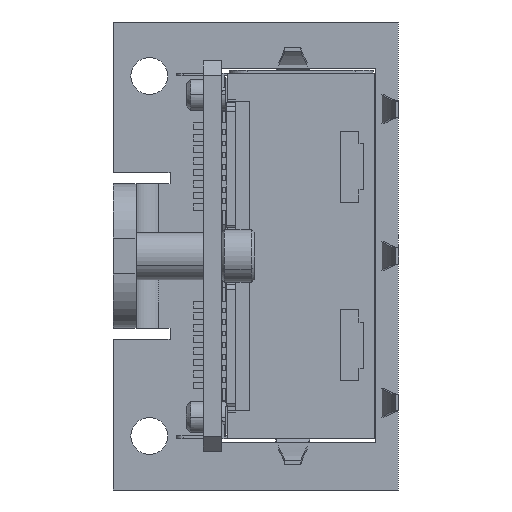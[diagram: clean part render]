
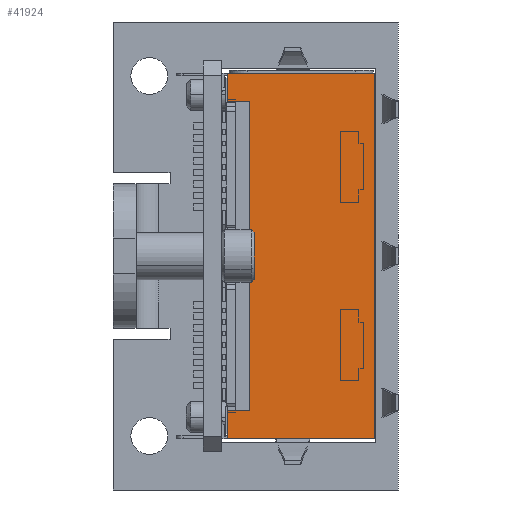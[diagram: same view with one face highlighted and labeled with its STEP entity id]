
A CAD part, front view. The second image highlights one B-rep face of the part: STEP entity #41924.
In plain terms, the highlighted face is planar.
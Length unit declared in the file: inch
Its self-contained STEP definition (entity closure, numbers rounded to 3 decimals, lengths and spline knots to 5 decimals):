
#390 = EDGE_CURVE ( 'NONE', #116011, #28021, #160635, .T. ) ;
#3710 = DIRECTION ( 'NONE',  ( 0., -1., 0. ) ) ;
#11371 = VECTOR ( 'NONE', #157373, 39.37008 ) ;
#14641 = CARTESIAN_POINT ( 'NONE',  ( -0.538, -0.2455, -0.62 ) ) ;
#14885 = CARTESIAN_POINT ( 'NONE',  ( -0.635, 0.2675, -0.62 ) ) ;
#25950 = ORIENTED_EDGE ( 'NONE', *, *, #169259, .F. ) ;
#28021 = VERTEX_POINT ( 'NONE', #48785 ) ;
#28991 = CARTESIAN_POINT ( 'NONE',  ( 0., -0.2455, -0.62 ) ) ;
#29851 = CARTESIAN_POINT ( 'NONE',  ( 0.538, -0.1695, -0.62 ) ) ;
#31068 = VECTOR ( 'NONE', #171117, 39.37008 ) ;
#36421 = LINE ( 'NONE', #88877, #31068 ) ;
#36633 = CARTESIAN_POINT ( 'NONE',  ( 0.635, -0.0825, -0.62 ) ) ;
#39851 = VECTOR ( 'NONE', #70727, 39.37008 ) ;
#41924 = ADVANCED_FACE ( 'NONE', ( #52079 ), #196970, .T. ) ;
#43499 = VECTOR ( 'NONE', #3710, 39.37008 ) ;
#46806 = EDGE_CURVE ( 'NONE', #54666, #116011, #99974, .T. ) ;
#47781 = LINE ( 'NONE', #52050, #39851 ) ;
#48785 = CARTESIAN_POINT ( 'NONE',  ( 0.538, -0.2455, -0.62 ) ) ;
#50890 = CARTESIAN_POINT ( 'NONE',  ( 0.635, -0.2455, -0.62 ) ) ;
#52050 = CARTESIAN_POINT ( 'NONE',  ( 0., -0.1695, -0.62 ) ) ;
#52079 = FACE_OUTER_BOUND ( 'NONE', #190189, .T. ) ;
#53231 = VECTOR ( 'NONE', #130242, 39.37008 ) ;
#54666 = VERTEX_POINT ( 'NONE', #107377 ) ;
#58187 = DIRECTION ( 'NONE',  ( 0., 1., 0. ) ) ;
#63367 = CARTESIAN_POINT ( 'NONE',  ( 0.538, -0.0825, -0.62 ) ) ;
#65671 = DIRECTION ( 'NONE',  ( -1., 0., 0. ) ) ;
#67176 = LINE ( 'NONE', #28991, #102229 ) ;
#68487 = ORIENTED_EDGE ( 'NONE', *, *, #390, .T. ) ;
#70727 = DIRECTION ( 'NONE',  ( -1., 0., 0. ) ) ;
#72960 = EDGE_CURVE ( 'NONE', #104865, #162460, #36421, .T. ) ;
#75778 = ORIENTED_EDGE ( 'NONE', *, *, #98157, .T. ) ;
#78036 = CARTESIAN_POINT ( 'NONE',  ( -0.635, -0.2455, -0.62 ) ) ;
#80331 = ORIENTED_EDGE ( 'NONE', *, *, #186830, .T. ) ;
#86112 = VECTOR ( 'NONE', #132503, 39.37008 ) ;
#88877 = CARTESIAN_POINT ( 'NONE',  ( -0.635, -0.0825, -0.62 ) ) ;
#90831 = EDGE_CURVE ( 'NONE', #28021, #202120, #211979, .T. ) ;
#97360 = CARTESIAN_POINT ( 'NONE',  ( 0., -0.2455, -0.62 ) ) ;
#98157 = EDGE_CURVE ( 'NONE', #202120, #110758, #47781, .T. ) ;
#99974 = LINE ( 'NONE', #36633, #43499 ) ;
#102229 = VECTOR ( 'NONE', #199038, 39.37008 ) ;
#104865 = VERTEX_POINT ( 'NONE', #78036 ) ;
#107377 = CARTESIAN_POINT ( 'NONE',  ( 0.635, 0.2675, -0.62 ) ) ;
#110758 = VERTEX_POINT ( 'NONE', #152531 ) ;
#111427 = VECTOR ( 'NONE', #65671, 39.37008 ) ;
#116011 = VERTEX_POINT ( 'NONE', #50890 ) ;
#117321 = ORIENTED_EDGE ( 'NONE', *, *, #72960, .T. ) ;
#119332 = LINE ( 'NONE', #14885, #111427 ) ;
#121179 = LINE ( 'NONE', #210471, #11371 ) ;
#121782 = ORIENTED_EDGE ( 'NONE', *, *, #46806, .T. ) ;
#130242 = DIRECTION ( 'NONE',  ( -1., 0., 0. ) ) ;
#132503 = DIRECTION ( 'NONE',  ( 0., 1., 0. ) ) ;
#133603 = EDGE_CURVE ( 'NONE', #54666, #162460, #119332, .T. ) ;
#135388 = AXIS2_PLACEMENT_3D ( 'NONE', #163207, #213992, #58187 ) ;
#152531 = CARTESIAN_POINT ( 'NONE',  ( -0.538, -0.1695, -0.62 ) ) ;
#157373 = DIRECTION ( 'NONE',  ( 0., -1., 0. ) ) ;
#160635 = LINE ( 'NONE', #97360, #53231 ) ;
#162460 = VERTEX_POINT ( 'NONE', #197299 ) ;
#163207 = CARTESIAN_POINT ( 'NONE',  ( -0.6604, -0.4413, -0.62 ) ) ;
#169259 = EDGE_CURVE ( 'NONE', #104865, #184142, #67176, .T. ) ;
#171117 = DIRECTION ( 'NONE',  ( 0., 1., 0. ) ) ;
#184142 = VERTEX_POINT ( 'NONE', #14641 ) ;
#186830 = EDGE_CURVE ( 'NONE', #110758, #184142, #121179, .T. ) ;
#190189 = EDGE_LOOP ( 'NONE', ( #202474, #75778, #80331, #25950, #117321, #199397, #121782, #68487 ) ) ;
#196970 = PLANE ( 'NONE',  #135388 ) ;
#197299 = CARTESIAN_POINT ( 'NONE',  ( -0.635, 0.2675, -0.62 ) ) ;
#199038 = DIRECTION ( 'NONE',  ( 1., 0., 0. ) ) ;
#199397 = ORIENTED_EDGE ( 'NONE', *, *, #133603, .F. ) ;
#202120 = VERTEX_POINT ( 'NONE', #29851 ) ;
#202474 = ORIENTED_EDGE ( 'NONE', *, *, #90831, .T. ) ;
#210471 = CARTESIAN_POINT ( 'NONE',  ( -0.538, -0.0825, -0.62 ) ) ;
#211979 = LINE ( 'NONE', #63367, #86112 ) ;
#213992 = DIRECTION ( 'NONE',  ( 0., 0., -1. ) ) ;
